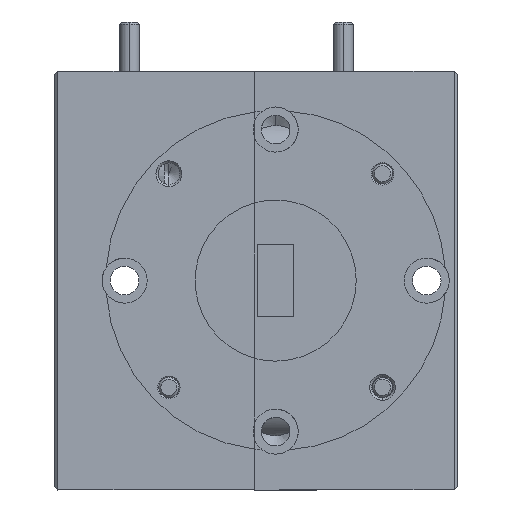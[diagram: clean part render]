
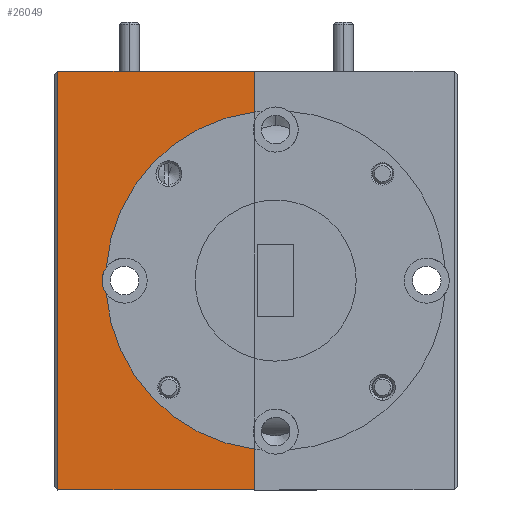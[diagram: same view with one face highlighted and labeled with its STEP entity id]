
A CAD part, left-side view. The second image highlights one B-rep face of the part: STEP entity #26049.
In plain terms, the highlighted planar face has unit normal (-1, 0, 0).
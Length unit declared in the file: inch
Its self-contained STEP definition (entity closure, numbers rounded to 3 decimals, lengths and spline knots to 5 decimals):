
#455 = DIRECTION ( 'NONE',  ( 0., -1., 0. ) ) ;
#832 = DIRECTION ( 'NONE',  ( -1., 0., 0. ) ) ;
#1409 = CARTESIAN_POINT ( 'NONE',  ( -2.17452, 0.34194, 0.11741 ) ) ;
#4745 = DIRECTION ( 'NONE',  ( 1., 0., 0. ) ) ;
#4881 = EDGE_CURVE ( 'NONE', #26365, #9140, #31565, .T. ) ;
#5042 = CARTESIAN_POINT ( 'NONE',  ( -2.17452, 0.95194, 0.11741 ) ) ;
#5381 = CIRCLE ( 'NONE', #9628, 0.07 ) ;
#5750 = CARTESIAN_POINT ( 'NONE',  ( -2.17452, 0.34194, 0.11741 ) ) ;
#6169 = DIRECTION ( 'NONE',  ( 0., 0., 1. ) ) ;
#6495 = ORIENTED_EDGE ( 'NONE', *, *, #22628, .T. ) ;
#6754 = CARTESIAN_POINT ( 'NONE',  ( -2.17452, 0.34194, -1.05594 ) ) ;
#9140 = VERTEX_POINT ( 'NONE', #20637 ) ;
#9628 = AXIS2_PLACEMENT_3D ( 'NONE', #28910, #832, #6169 ) ;
#9978 = DIRECTION ( 'NONE',  ( -1., 0., 0. ) ) ;
#10070 = VERTEX_POINT ( 'NONE', #18516 ) ;
#10320 = AXIS2_PLACEMENT_3D ( 'NONE', #25520, #10739, #12742 ) ;
#10739 = DIRECTION ( 'NONE',  ( -1., 0., 0. ) ) ;
#10753 = LINE ( 'NONE', #31039, #30827 ) ;
#11057 = DIRECTION ( 'NONE',  ( 0., 0., -1. ) ) ;
#12142 = DIRECTION ( 'NONE',  ( 0., 0., 1. ) ) ;
#12660 = ORIENTED_EDGE ( 'NONE', *, *, #25243, .F. ) ;
#12742 = DIRECTION ( 'NONE',  ( 0., 0., 1. ) ) ;
#14391 = CARTESIAN_POINT ( 'NONE',  ( -2.17452, 0.96194, 0.11741 ) ) ;
#14591 = CIRCLE ( 'NONE', #10320, 0.5275 ) ;
#14653 = CARTESIAN_POINT ( 'NONE',  ( -2.17452, 0.27594, -0.53259 ) ) ;
#15566 = VERTEX_POINT ( 'NONE', #26550 ) ;
#16000 = EDGE_CURVE ( 'NONE', #25586, #24525, #10753, .T. ) ;
#17202 = CARTESIAN_POINT ( 'NONE',  ( -2.17452, 0.8019, -0.57293 ) ) ;
#18392 = VECTOR ( 'NONE', #11057, 39.37008 ) ;
#18516 = CARTESIAN_POINT ( 'NONE',  ( -2.17452, 0.95194, -1.18259 ) ) ;
#18626 = EDGE_CURVE ( 'NONE', #9140, #28746, #5381, .T. ) ;
#19205 = LINE ( 'NONE', #29335, #24205 ) ;
#19697 = FACE_OUTER_BOUND ( 'NONE', #24485, .T. ) ;
#20182 = PLANE ( 'NONE',  #32012 ) ;
#20481 = VECTOR ( 'NONE', #26634, 39.37008 ) ;
#20637 = CARTESIAN_POINT ( 'NONE',  ( -2.17452, 0.8019, -0.49225 ) ) ;
#21404 = ORIENTED_EDGE ( 'NONE', *, *, #18626, .F. ) ;
#22628 = EDGE_CURVE ( 'NONE', #25586, #10070, #28814, .T. ) ;
#23263 = CARTESIAN_POINT ( 'NONE',  ( -2.17452, 0.34194, 0.11741 ) ) ;
#23414 = ORIENTED_EDGE ( 'NONE', *, *, #31113, .T. ) ;
#23664 = LINE ( 'NONE', #5750, #29604 ) ;
#23830 = EDGE_CURVE ( 'NONE', #10070, #15566, #19205, .T. ) ;
#23834 = VERTEX_POINT ( 'NONE', #6754 ) ;
#24161 = LINE ( 'NONE', #1409, #20481 ) ;
#24205 = VECTOR ( 'NONE', #31681, 39.37008 ) ;
#24485 = EDGE_LOOP ( 'NONE', ( #29241, #6495, #29230, #32571, #12660, #21404, #32072, #23414 ) ) ;
#24525 = VERTEX_POINT ( 'NONE', #23263 ) ;
#25243 = EDGE_CURVE ( 'NONE', #28746, #23834, #14591, .T. ) ;
#25520 = CARTESIAN_POINT ( 'NONE',  ( -2.17452, 0.27594, -0.53259 ) ) ;
#25586 = VERTEX_POINT ( 'NONE', #5042 ) ;
#25695 = AXIS2_PLACEMENT_3D ( 'NONE', #14653, #9978, #12142 ) ;
#26049 = ADVANCED_FACE ( 'NONE', ( #19697 ), #20182, .F. ) ;
#26365 = VERTEX_POINT ( 'NONE', #31955 ) ;
#26550 = CARTESIAN_POINT ( 'NONE',  ( -2.17452, 0.34194, -1.18259 ) ) ;
#26634 = DIRECTION ( 'NONE',  ( 0., 0., 1. ) ) ;
#28154 = CARTESIAN_POINT ( 'NONE',  ( -2.17452, 0.95194, -1.18259 ) ) ;
#28746 = VERTEX_POINT ( 'NONE', #17202 ) ;
#28814 = LINE ( 'NONE', #28154, #18392 ) ;
#28910 = CARTESIAN_POINT ( 'NONE',  ( -2.17452, 0.74469, -0.53259 ) ) ;
#28984 = DIRECTION ( 'NONE',  ( 0., 0., 1. ) ) ;
#29230 = ORIENTED_EDGE ( 'NONE', *, *, #23830, .T. ) ;
#29241 = ORIENTED_EDGE ( 'NONE', *, *, #16000, .F. ) ;
#29335 = CARTESIAN_POINT ( 'NONE',  ( -2.17452, 0.96194, -1.18259 ) ) ;
#29604 = VECTOR ( 'NONE', #28984, 39.37008 ) ;
#30306 = DIRECTION ( 'NONE',  ( 0., 0., -1. ) ) ;
#30827 = VECTOR ( 'NONE', #455, 39.37008 ) ;
#31039 = CARTESIAN_POINT ( 'NONE',  ( -2.17452, 0.96194, 0.11741 ) ) ;
#31113 = EDGE_CURVE ( 'NONE', #26365, #24525, #24161, .T. ) ;
#31565 = CIRCLE ( 'NONE', #25695, 0.5275 ) ;
#31681 = DIRECTION ( 'NONE',  ( 0., -1., 0. ) ) ;
#31955 = CARTESIAN_POINT ( 'NONE',  ( -2.17452, 0.34194, -0.00924 ) ) ;
#32012 = AXIS2_PLACEMENT_3D ( 'NONE', #14391, #4745, #30306 ) ;
#32072 = ORIENTED_EDGE ( 'NONE', *, *, #4881, .F. ) ;
#32571 = ORIENTED_EDGE ( 'NONE', *, *, #32745, .T. ) ;
#32745 = EDGE_CURVE ( 'NONE', #15566, #23834, #23664, .T. ) ;
